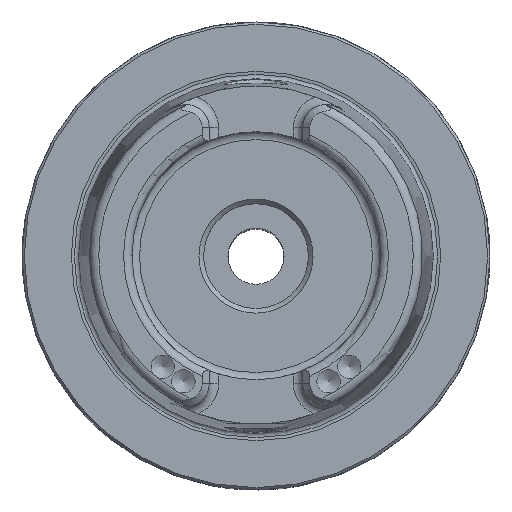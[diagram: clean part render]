
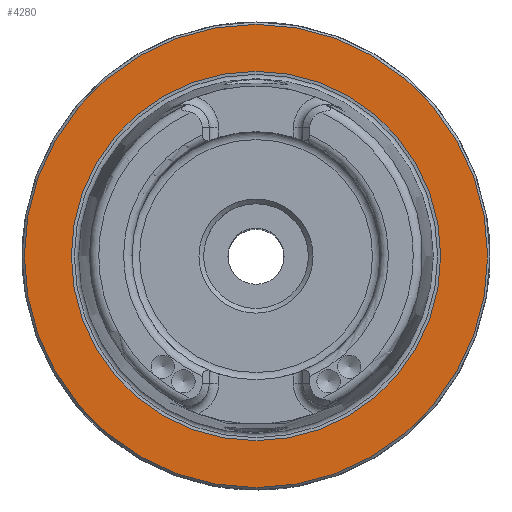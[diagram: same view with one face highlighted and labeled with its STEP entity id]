
A CAD part, top view. The second image highlights one B-rep face of the part: STEP entity #4280.
In plain terms, the highlighted planar face has unit normal (0, 0, 1).
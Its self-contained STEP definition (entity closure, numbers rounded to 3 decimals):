
#820=ORIENTED_EDGE('',*,*,#1391,.T.);
#821=ORIENTED_EDGE('',*,*,#1389,.F.);
#1389=EDGE_CURVE('',#1687,#1687,#1876,.T.);
#1391=EDGE_CURVE('',#1689,#1689,#1878,.T.);
#1687=VERTEX_POINT('',#6625);
#1689=VERTEX_POINT('',#6630);
#1876=CIRCLE('',#4589,39.461);
#1878=CIRCLE('',#4592,49.5);
#2107=EDGE_LOOP('',(#820));
#2108=EDGE_LOOP('',(#821));
#2453=FACE_BOUND('',#2107,.T.);
#2454=FACE_BOUND('',#2108,.T.);
#2701=PLANE('',#4591);
#4280=ADVANCED_FACE('',(#2453,#2454),#2701,.T.);
#4589=AXIS2_PLACEMENT_3D('',#6624,#5262,#5263);
#4591=AXIS2_PLACEMENT_3D('',#6628,#5266,#5267);
#4592=AXIS2_PLACEMENT_3D('',#6629,#5268,#5269);
#5262=DIRECTION('',(0.,0.,1.));
#5263=DIRECTION('',(1.,0.,0.));
#5266=DIRECTION('',(0.,0.,1.));
#5267=DIRECTION('',(1.,0.,0.));
#5268=DIRECTION('',(0.,0.,1.));
#5269=DIRECTION('',(1.,0.,0.));
#6624=CARTESIAN_POINT('',(0.,0.,0.));
#6625=CARTESIAN_POINT('',(39.461,0.,0.));
#6628=CARTESIAN_POINT('',(49.5,0.,0.));
#6629=CARTESIAN_POINT('',(0.,0.,0.));
#6630=CARTESIAN_POINT('',(49.5,0.,0.));
